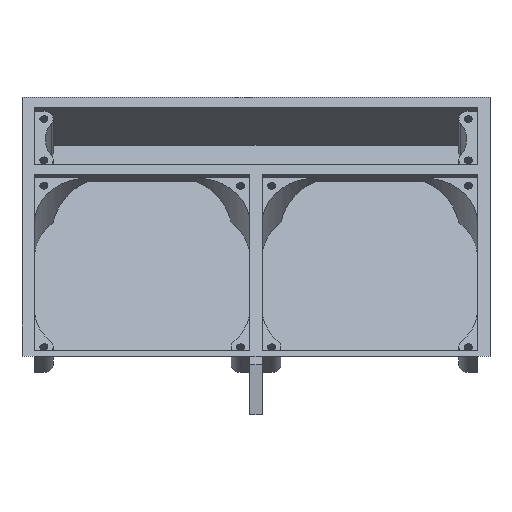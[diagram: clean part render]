
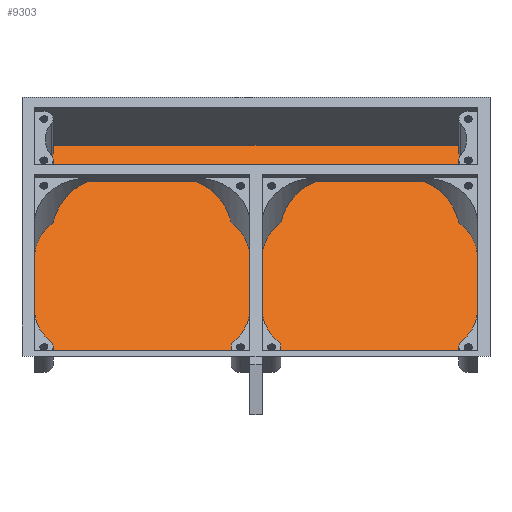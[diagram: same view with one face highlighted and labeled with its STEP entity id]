
A CAD part, front view. The second image highlights one B-rep face of the part: STEP entity #9303.
In plain terms, the highlighted planar face has unit normal (0, -0.819, 0.574).
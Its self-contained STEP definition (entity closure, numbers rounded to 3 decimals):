
#15=FACE_BOUND('',#1056,.T.);
#46=PLANE('',#9852);
#554=FACE_OUTER_BOUND('',#1055,.T.);
#1055=EDGE_LOOP('',(#8054,#8055,#8056,#8057,#8058,#8059,#8060,#8061,#8062,
#8063,#8064,#8065,#8066,#8067,#8068,#8069));
#1056=EDGE_LOOP('',(#8070,#8071,#8072,#8073,#8074,#8075));
#1182=CIRCLE('',#9837,17.485);
#1184=CIRCLE('',#9841,17.485);
#1188=CIRCLE('',#9847,17.485);
#1190=CIRCLE('',#9853,3.);
#1191=CIRCLE('',#9854,11.063);
#1192=CIRCLE('',#9855,3.);
#1193=CIRCLE('',#9856,3.);
#1194=CIRCLE('',#9857,11.063);
#1195=CIRCLE('',#9858,3.);
#1196=CIRCLE('',#9859,17.485);
#2440=LINE('',#39424,#2960);
#2445=LINE('',#39455,#2965);
#2448=LINE('',#39480,#2968);
#2454=LINE('',#39513,#2974);
#2455=LINE('',#39516,#2975);
#2463=LINE('',#39531,#2983);
#2465=LINE('',#39533,#2985);
#2468=LINE('',#39545,#2988);
#2469=LINE('',#39552,#2989);
#2470=LINE('',#39554,#2990);
#2471=LINE('',#39555,#2991);
#2472=LINE('',#39557,#2992);
#2960=VECTOR('',#11234,10.);
#2965=VECTOR('',#11251,10.);
#2968=VECTOR('',#11262,10.);
#2974=VECTOR('',#11280,10.);
#2975=VECTOR('',#11283,10.);
#2983=VECTOR('',#11291,10.);
#2985=VECTOR('',#11293,10.);
#2988=VECTOR('',#11306,10.);
#2989=VECTOR('',#11313,10.);
#2990=VECTOR('',#11314,10.);
#2991=VECTOR('',#11315,10.);
#2992=VECTOR('',#11316,10.);
#3948=VERTEX_POINT('',#39409);
#3950=VERTEX_POINT('',#39423);
#3954=VERTEX_POINT('',#39433);
#3956=VERTEX_POINT('',#39438);
#3958=VERTEX_POINT('',#39453);
#3959=VERTEX_POINT('',#39457);
#3962=VERTEX_POINT('',#39465);
#3964=VERTEX_POINT('',#39479);
#3969=VERTEX_POINT('',#39491);
#3971=VERTEX_POINT('',#39496);
#3973=VERTEX_POINT('',#39511);
#3974=VERTEX_POINT('',#39515);
#3981=VERTEX_POINT('',#39529);
#3982=VERTEX_POINT('',#39538);
#3983=VERTEX_POINT('',#39540);
#3984=VERTEX_POINT('',#39542);
#3985=VERTEX_POINT('',#39544);
#3986=VERTEX_POINT('',#39546);
#3987=VERTEX_POINT('',#39548);
#3988=VERTEX_POINT('',#39551);
#3989=VERTEX_POINT('',#39553);
#3990=VERTEX_POINT('',#39556);
#5335=EDGE_CURVE('',#3950,#3948,#2440,.T.);
#5341=EDGE_CURVE('',#3948,#3954,#1182,.T.);
#5345=EDGE_CURVE('',#3958,#3956,#2445,.T.);
#5346=EDGE_CURVE('',#3959,#3956,#1184,.T.);
#5351=EDGE_CURVE('',#3964,#3962,#2448,.T.);
#5358=EDGE_CURVE('',#3962,#3969,#1188,.T.);
#5362=EDGE_CURVE('',#3973,#3971,#2454,.T.);
#5363=EDGE_CURVE('',#3974,#3950,#2455,.T.);
#5371=EDGE_CURVE('',#3958,#3981,#2463,.T.);
#5373=EDGE_CURVE('',#3973,#3964,#2465,.T.);
#5376=EDGE_CURVE('',#3981,#3982,#1190,.T.);
#5377=EDGE_CURVE('',#3982,#3983,#1191,.T.);
#5378=EDGE_CURVE('',#3983,#3984,#1192,.T.);
#5379=EDGE_CURVE('',#3984,#3985,#2468,.F.);
#5380=EDGE_CURVE('',#3985,#3986,#1193,.T.);
#5381=EDGE_CURVE('',#3986,#3987,#1194,.T.);
#5382=EDGE_CURVE('',#3987,#3974,#1195,.T.);
#5383=EDGE_CURVE('',#3988,#3954,#2469,.T.);
#5384=EDGE_CURVE('',#3989,#3988,#2470,.T.);
#5385=EDGE_CURVE('',#3989,#3959,#2471,.F.);
#5386=EDGE_CURVE('',#3969,#3990,#2472,.T.);
#5387=EDGE_CURVE('',#3990,#3971,#1196,.T.);
#8054=ORIENTED_EDGE('',*,*,#5371,.T.);
#8055=ORIENTED_EDGE('',*,*,#5376,.T.);
#8056=ORIENTED_EDGE('',*,*,#5377,.T.);
#8057=ORIENTED_EDGE('',*,*,#5378,.T.);
#8058=ORIENTED_EDGE('',*,*,#5379,.T.);
#8059=ORIENTED_EDGE('',*,*,#5380,.T.);
#8060=ORIENTED_EDGE('',*,*,#5381,.T.);
#8061=ORIENTED_EDGE('',*,*,#5382,.T.);
#8062=ORIENTED_EDGE('',*,*,#5363,.T.);
#8063=ORIENTED_EDGE('',*,*,#5335,.T.);
#8064=ORIENTED_EDGE('',*,*,#5341,.T.);
#8065=ORIENTED_EDGE('',*,*,#5383,.F.);
#8066=ORIENTED_EDGE('',*,*,#5384,.F.);
#8067=ORIENTED_EDGE('',*,*,#5385,.T.);
#8068=ORIENTED_EDGE('',*,*,#5346,.T.);
#8069=ORIENTED_EDGE('',*,*,#5345,.F.);
#8070=ORIENTED_EDGE('',*,*,#5373,.T.);
#8071=ORIENTED_EDGE('',*,*,#5351,.T.);
#8072=ORIENTED_EDGE('',*,*,#5358,.T.);
#8073=ORIENTED_EDGE('',*,*,#5386,.T.);
#8074=ORIENTED_EDGE('',*,*,#5387,.T.);
#8075=ORIENTED_EDGE('',*,*,#5362,.F.);
#9303=ADVANCED_FACE('',(#554,#15),#46,.F.);
#9837=AXIS2_PLACEMENT_3D('',#39435,#11244,#11245);
#9841=AXIS2_PLACEMENT_3D('',#39458,#11254,#11255);
#9847=AXIS2_PLACEMENT_3D('',#39493,#11273,#11274);
#9852=AXIS2_PLACEMENT_3D('',#39537,#11298,#11299);
#9853=AXIS2_PLACEMENT_3D('',#39539,#11300,#11301);
#9854=AXIS2_PLACEMENT_3D('',#39541,#11302,#11303);
#9855=AXIS2_PLACEMENT_3D('',#39543,#11304,#11305);
#9856=AXIS2_PLACEMENT_3D('',#39547,#11307,#11308);
#9857=AXIS2_PLACEMENT_3D('',#39549,#11309,#11310);
#9858=AXIS2_PLACEMENT_3D('',#39550,#11311,#11312);
#9859=AXIS2_PLACEMENT_3D('',#39558,#11317,#11318);
#11234=DIRECTION('',(0.,-0.574,-0.819));
#11244=DIRECTION('center_axis',(0.,-0.819,0.574));
#11245=DIRECTION('ref_axis',(1.,0.,0.));
#11251=DIRECTION('',(0.,-0.574,-0.819));
#11254=DIRECTION('center_axis',(0.,-0.819,0.574));
#11255=DIRECTION('ref_axis',(1.,0.,0.));
#11262=DIRECTION('',(0.,-0.574,-0.819));
#11273=DIRECTION('center_axis',(0.,-0.819,0.574));
#11274=DIRECTION('ref_axis',(1.,0.,0.));
#11280=DIRECTION('',(0.,-0.574,-0.819));
#11283=DIRECTION('',(1.,0.,0.));
#11291=DIRECTION('',(1.,0.,0.));
#11293=DIRECTION('',(1.,0.,0.));
#11298=DIRECTION('center_axis',(0.,0.819,-0.574));
#11299=DIRECTION('ref_axis',(0.,-0.574,-0.819));
#11300=DIRECTION('center_axis',(0.,0.819,-0.574));
#11301=DIRECTION('ref_axis',(1.,0.,0.));
#11302=DIRECTION('center_axis',(0.,-0.819,0.574));
#11303=DIRECTION('ref_axis',(1.,0.,0.));
#11304=DIRECTION('center_axis',(0.,0.819,-0.574));
#11305=DIRECTION('ref_axis',(1.,0.,0.));
#11306=DIRECTION('',(1.,0.,0.));
#11307=DIRECTION('center_axis',(0.,0.819,-0.574));
#11308=DIRECTION('ref_axis',(1.,0.,0.));
#11309=DIRECTION('center_axis',(0.,-0.819,0.574));
#11310=DIRECTION('ref_axis',(1.,0.,0.));
#11311=DIRECTION('center_axis',(0.,0.819,-0.574));
#11312=DIRECTION('ref_axis',(1.,0.,0.));
#11313=DIRECTION('',(0.,0.574,0.819));
#11314=DIRECTION('',(-1.,0.,0.));
#11315=DIRECTION('',(0.,-0.574,-0.819));
#11316=DIRECTION('',(-1.,0.,0.));
#11317=DIRECTION('center_axis',(0.,-0.819,0.574));
#11318=DIRECTION('ref_axis',(1.,0.,0.));
#39409=CARTESIAN_POINT('',(10.,55.531,97.694));
#39423=CARTESIAN_POINT('',(10.,60.292,104.494));
#39424=CARTESIAN_POINT('',(10.,60.292,104.494));
#39433=CARTESIAN_POINT('',(4.,47.969,86.894));
#39435=CARTESIAN_POINT('Origin',(21.485,47.969,86.894));
#39438=CARTESIAN_POINT('',(140.,55.531,97.694));
#39453=CARTESIAN_POINT('',(140.,60.292,104.494));
#39455=CARTESIAN_POINT('',(140.,60.292,104.494));
#39457=CARTESIAN_POINT('',(146.,47.969,86.894));
#39458=CARTESIAN_POINT('Origin',(128.515,47.969,86.894));
#39465=CARTESIAN_POINT('',(83.,55.531,97.694));
#39479=CARTESIAN_POINT('',(83.,60.292,104.494));
#39480=CARTESIAN_POINT('',(83.,60.292,104.494));
#39491=CARTESIAN_POINT('',(77.,47.969,86.894));
#39493=CARTESIAN_POINT('Origin',(94.485,47.969,86.894));
#39496=CARTESIAN_POINT('',(67.,55.531,97.694));
#39511=CARTESIAN_POINT('',(67.,60.292,104.494));
#39513=CARTESIAN_POINT('',(67.,60.292,104.494));
#39515=CARTESIAN_POINT('',(7.,60.292,104.494));
#39516=CARTESIAN_POINT('',(81.371,60.292,104.494));
#39529=CARTESIAN_POINT('',(143.,60.292,104.494));
#39531=CARTESIAN_POINT('',(143.629,60.292,104.494));
#39533=CARTESIAN_POINT('',(112.5,60.292,104.494));
#39537=CARTESIAN_POINT('Origin',(150.,75.277,125.894));
#39538=CARTESIAN_POINT('',(140.542,62.999,108.36));
#39539=CARTESIAN_POINT('Origin',(143.,62.013,106.951));
#39540=CARTESIAN_POINT('',(140.542,70.275,118.751));
#39541=CARTESIAN_POINT('Origin',(131.478,66.637,113.556));
#39542=CARTESIAN_POINT('',(143.,72.983,122.617));
#39543=CARTESIAN_POINT('Origin',(143.,71.262,120.16));
#39544=CARTESIAN_POINT('',(7.,72.983,122.617));
#39545=CARTESIAN_POINT('',(150.,72.983,122.617));
#39546=CARTESIAN_POINT('',(9.458,70.275,118.751));
#39547=CARTESIAN_POINT('Origin',(7.,71.262,120.16));
#39548=CARTESIAN_POINT('',(9.458,62.999,108.36));
#39549=CARTESIAN_POINT('Origin',(18.522,66.637,113.556));
#39550=CARTESIAN_POINT('Origin',(7.,62.013,106.951));
#39551=CARTESIAN_POINT('',(4.,25.636,55.));
#39552=CARTESIAN_POINT('',(4.,62.442,107.565));
#39553=CARTESIAN_POINT('',(146.,25.636,55.));
#39554=CARTESIAN_POINT('',(150.,25.636,55.));
#39555=CARTESIAN_POINT('',(146.,62.442,107.565));
#39556=CARTESIAN_POINT('',(73.,47.969,86.894));
#39557=CARTESIAN_POINT('',(113.5,47.969,86.894));
#39558=CARTESIAN_POINT('Origin',(55.515,47.969,86.894));
